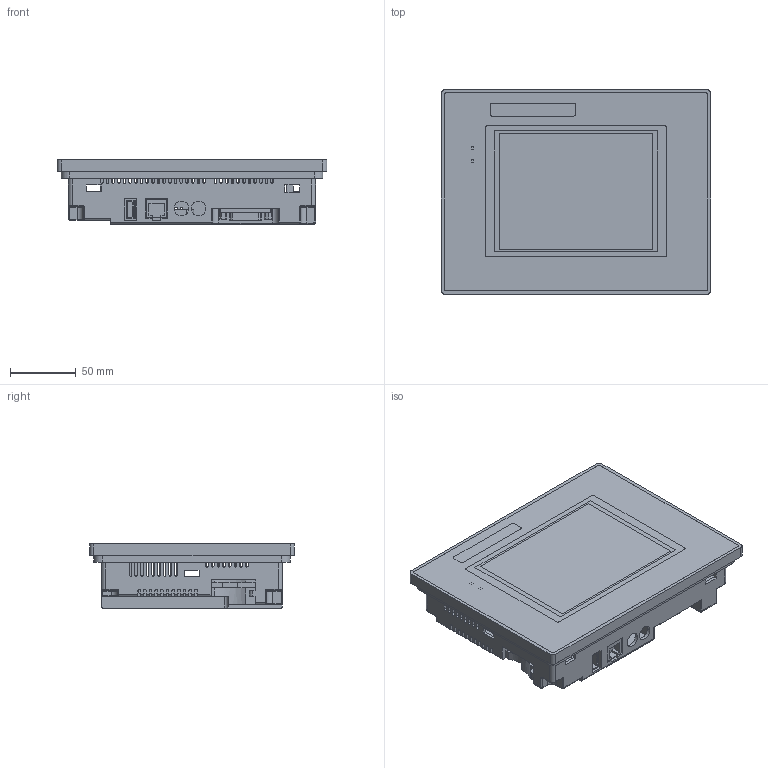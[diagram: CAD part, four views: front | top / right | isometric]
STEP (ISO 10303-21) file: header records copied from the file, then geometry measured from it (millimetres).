
FILE_DESCRIPTION (( 'STEP AP214' ), '1' );
FILE_NAME ('EA9-T6CL.STEP', '2015-02-17T16:07:38', ( '' ), ( '' ), 'SwSTEP 2.0', 'SolidWorks 2014', '' );
FILE_SCHEMA (( 'AUTOMOTIVE_DESIGN' ));
Length unit declared in the file: inch
Products named in the file (1): EA9-T6CL
Bounding box: 205.23 x 155.7 x 48.9 mm (x, y, z)
Volume: 274178.5 mm3; surface area: 199922.1 mm2
Topology: 6 solids, 6 shells, 1342 faces, 4075 edges, 2690 vertices
Faces by surface type: plane 719, cylinder 587, torus 36
Entity records: 48495 total; most frequent: ORIENTED_EDGE 8150, CARTESIAN_POINT 8108, DIRECTION 7978, EDGE_CURVE 4075, LINE 2858, VECTOR 2858, VERTEX_POINT 2690, AXIS2_PLACEMENT_3D 2560
